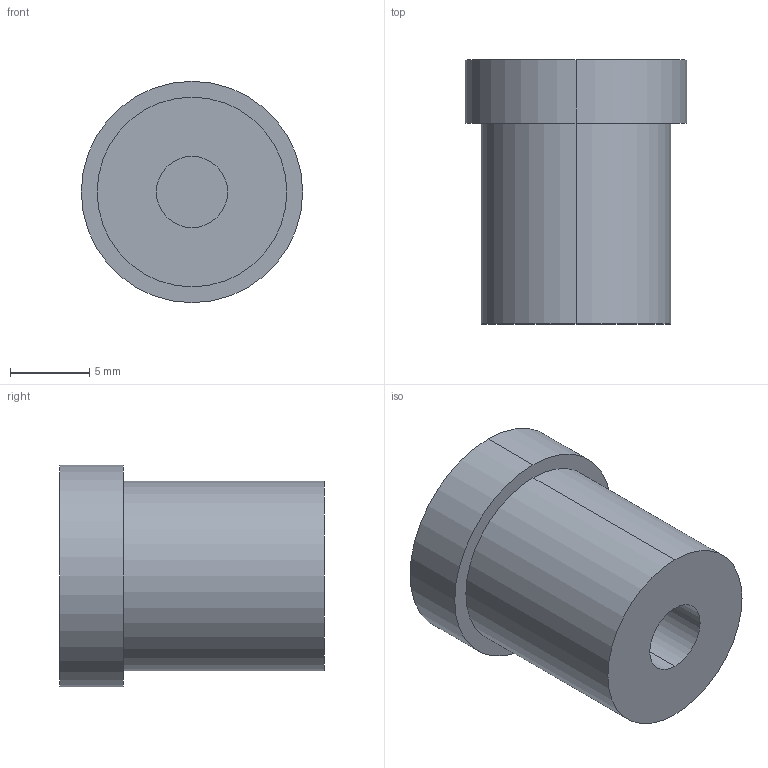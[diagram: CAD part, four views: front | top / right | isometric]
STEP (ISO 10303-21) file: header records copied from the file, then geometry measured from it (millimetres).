
FILE_DESCRIPTION (( 'STEP AP214' ), '1' );
FILE_NAME ('LENS_Standard.STEP', '2018-03-12T09:36:37', ( '' ), ( '' ), 'SwSTEP 2.0', 'SolidWorks 2016', '' );
FILE_SCHEMA (( 'AUTOMOTIVE_DESIGN' ));
Length unit declared in the file: millimetre
Products named in the file (1): LENS_Standard
Bounding box: 14 x 16.7 x 14 mm (x, y, z)
Volume: 1583.6 mm3; surface area: 1422.7 mm2
Topology: 2 solids, 2 shells, 20 faces, 39 edges, 26 vertices
Faces by surface type: cylinder 12, plane 7, sphere 1
Entity records: 624 total; most frequent: DIRECTION 102, CARTESIAN_POINT 81, ORIENTED_EDGE 72, AXIS2_PLACEMENT_3D 45, EDGE_CURVE 36, EDGE_LOOP 24, CIRCLE 24, VERTEX_POINT 24
